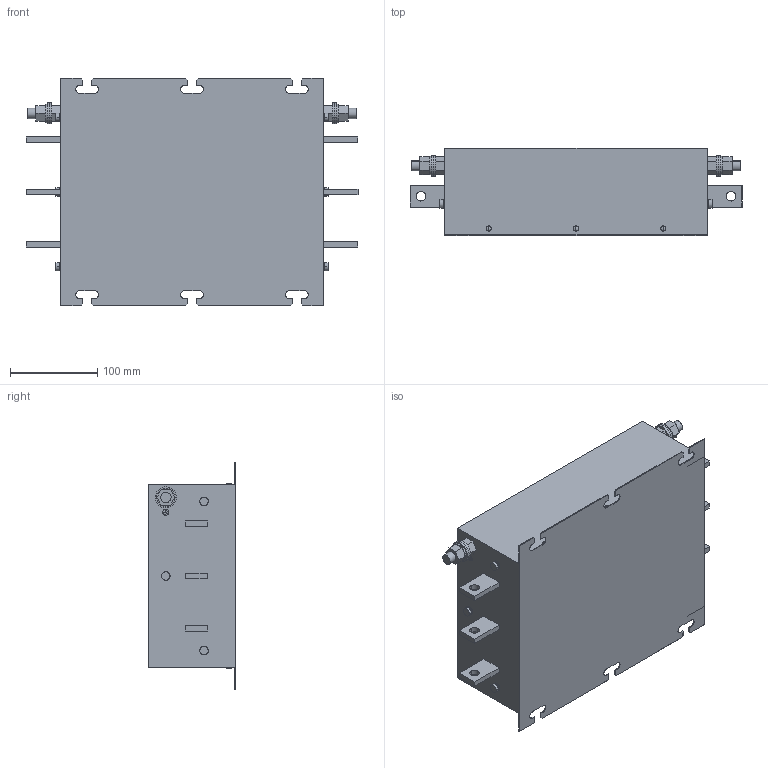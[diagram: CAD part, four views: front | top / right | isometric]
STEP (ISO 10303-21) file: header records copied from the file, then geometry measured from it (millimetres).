
FILE_DESCRIPTION (( 'STEP AP214' ), '1' );
FILE_NAME ('202649.STEP', '2024-07-23T12:53:13', ( '' ), ( '' ), 'SwSTEP 2.0', 'SolidWorks 2022', '' );
FILE_SCHEMA (( 'AUTOMOTIVE_DESIGN' ));
Length unit declared in the file: millimetre
Products named in the file (1): 202649
Bounding box: 380 x 100.05 x 260 mm (x, y, z)
Volume: 6368632.2 mm3; surface area: 276583.1 mm2
Topology: 1 solids, 1 shells, 298 faces, 734 edges, 490 vertices
Faces by surface type: plane 188, cylinder 98, sphere 12
Entity records: 8888 total; most frequent: DIRECTION 1548, CARTESIAN_POINT 1523, ORIENTED_EDGE 1468, EDGE_CURVE 734, VECTOR 518, LINE 518, AXIS2_PLACEMENT_3D 515, VERTEX_POINT 490
